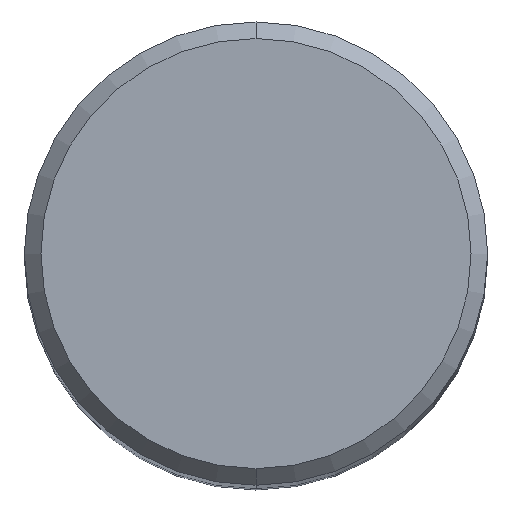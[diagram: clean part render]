
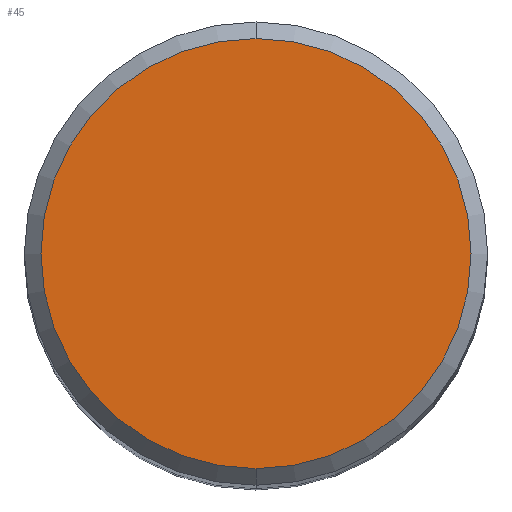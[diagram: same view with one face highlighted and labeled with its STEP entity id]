
A CAD part, top view. The second image highlights one B-rep face of the part: STEP entity #45.
In plain terms, the highlighted planar face has unit normal (0, 0, 1).
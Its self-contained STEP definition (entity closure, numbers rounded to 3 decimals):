
#14 = EDGE_CURVE ( 'NONE', #256, #136, #176, .T. ) ;
#45 = ADVANCED_FACE ( 'NONE', ( #98 ), #201, .F. ) ;
#52 = ORIENTED_EDGE ( 'NONE', *, *, #345, .F. ) ;
#78 = AXIS2_PLACEMENT_3D ( 'NONE', #193, #320, #170 ) ;
#98 = FACE_OUTER_BOUND ( 'NONE', #363, .T. ) ;
#125 = CIRCLE ( 'NONE', #78, 6.5 ) ;
#136 = VERTEX_POINT ( 'NONE', #356 ) ;
#165 = ORIENTED_EDGE ( 'NONE', *, *, #14, .F. ) ;
#170 = DIRECTION ( 'NONE',  ( 0., 1., 0. ) ) ;
#176 = CIRCLE ( 'NONE', #358, 6.5 ) ;
#182 = AXIS2_PLACEMENT_3D ( 'NONE', #294, #242, #319 ) ;
#193 = CARTESIAN_POINT ( 'NONE',  ( 0., 0., 83. ) ) ;
#200 = DIRECTION ( 'NONE',  ( 0., 1., 0. ) ) ;
#201 = PLANE ( 'NONE',  #182 ) ;
#242 = DIRECTION ( 'NONE',  ( 0., 0., -1. ) ) ;
#256 = VERTEX_POINT ( 'NONE', #289 ) ;
#266 = DIRECTION ( 'NONE',  ( 0., 0., -1. ) ) ;
#289 = CARTESIAN_POINT ( 'NONE',  ( 0., 6.5, 83. ) ) ;
#294 = CARTESIAN_POINT ( 'NONE',  ( 0., 0., 83. ) ) ;
#319 = DIRECTION ( 'NONE',  ( 0., 1., 0. ) ) ;
#320 = DIRECTION ( 'NONE',  ( 0., 0., -1. ) ) ;
#326 = CARTESIAN_POINT ( 'NONE',  ( 0., 0., 83. ) ) ;
#345 = EDGE_CURVE ( 'NONE', #136, #256, #125, .T. ) ;
#356 = CARTESIAN_POINT ( 'NONE',  ( 0., -6.5, 83. ) ) ;
#358 = AXIS2_PLACEMENT_3D ( 'NONE', #326, #266, #200 ) ;
#363 = EDGE_LOOP ( 'NONE', ( #165, #52 ) ) ;
